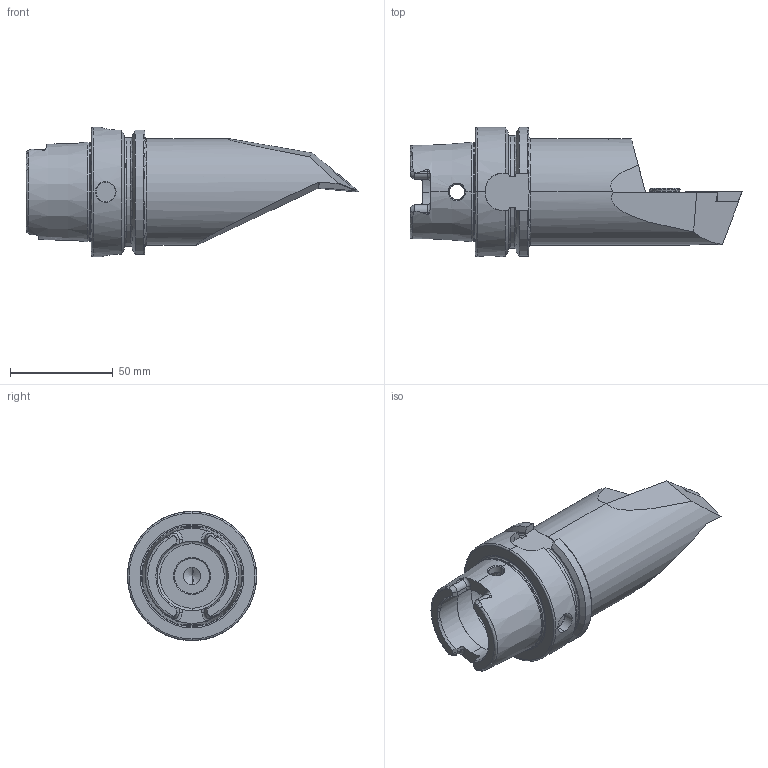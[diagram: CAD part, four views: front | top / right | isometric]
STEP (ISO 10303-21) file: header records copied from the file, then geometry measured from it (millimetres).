
FILE_DESCRIPTION (( 'STEP AP214' ), '1' );
FILE_NAME ('-KV..NMA.130-HP.STEP', '2022-01-10T10:06:33', ( '' ), ( '' ), 'SwSTEP 2.0', 'SolidWorks 2017', '' );
FILE_SCHEMA (( 'AUTOMOTIVE_DESIGN' ));
Length unit declared in the file: millimetre
Products named in the file (10): DIN 7991 - M5x15; CHP-ER1.015.006; DIN 3771 - 13x1; HA6-KVB.NMA.130-HP_B; VCMT160404; WCB-ER2.001.009_A; ISO 8752 2x8; CHP-ER1.015.006_A; -KV..NMA.130-HP; CHP-ER1.008.014_A
Assembly tree (9 placements, depth 3):
  -KV..NMA.130-HP
    HA6-KVB.NMA.130-HP_B
    WCB-ER2.001.009_A
    CHP-ER1.008.014_A
    CHP-ER1.015.006
      CHP-ER1.015.006_A
      DIN 3771 - 13x1
      DIN 7991 - M5x15
    ISO 8752 2x8
    VCMT160404
Bounding box: 161.9 x 63 x 63 mm (x, y, z)
Volume: 204976.3 mm3; surface area: 38808.9 mm2
Topology: 8 solids, 8 shells, 425 faces, 1065 edges, 646 vertices
Faces by surface type: plane 120, cylinder 117, cone 107, torus 51, bspline 28, sphere 2
Entity records: 17368 total; most frequent: CARTESIAN_POINT 5023, ORIENTED_EDGE 2090, DIRECTION 1978, EDGE_CURVE 1045, AXIS2_PLACEMENT_3D 792, VERTEX_POINT 646, EDGE_LOOP 451, FACE_OUTER_BOUND 425
